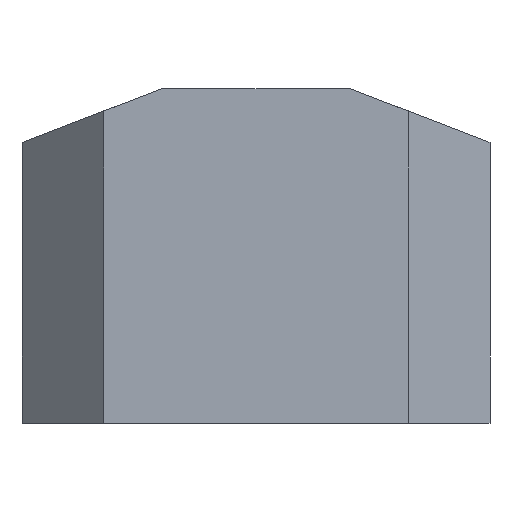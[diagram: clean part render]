
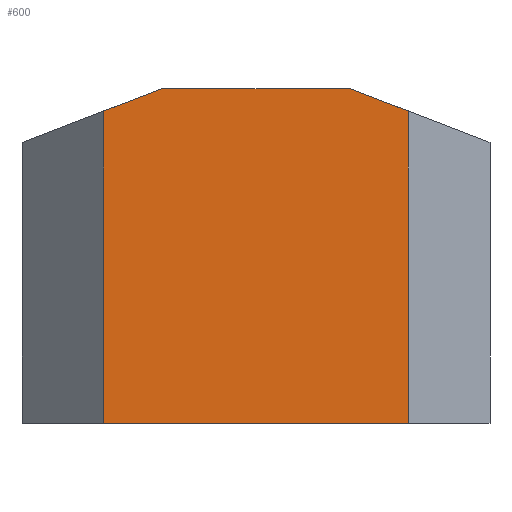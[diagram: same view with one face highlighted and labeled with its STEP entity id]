
A CAD part, left-side view. The second image highlights one B-rep face of the part: STEP entity #600.
In plain terms, the highlighted planar face has unit normal (-1, 0, 0).
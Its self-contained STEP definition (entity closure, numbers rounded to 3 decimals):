
#36=PLANE('',#652);
#66=FACE_OUTER_BOUND('',#96,.T.);
#96=EDGE_LOOP('',(#517,#518,#519,#520,#521,#522));
#129=LINE('',#881,#205);
#136=LINE('',#896,#212);
#158=LINE('',#939,#234);
#163=LINE('',#947,#239);
#172=LINE('',#966,#248);
#173=LINE('',#967,#249);
#205=VECTOR('',#719,10.);
#212=VECTOR('',#728,10.);
#234=VECTOR('',#762,10.);
#239=VECTOR('',#771,10.);
#248=VECTOR('',#792,10.);
#249=VECTOR('',#793,10.);
#289=VERTEX_POINT('',#878);
#290=VERTEX_POINT('',#880);
#296=VERTEX_POINT('',#893);
#297=VERTEX_POINT('',#895);
#312=VERTEX_POINT('',#937);
#317=VERTEX_POINT('',#965);
#353=EDGE_CURVE('',#289,#290,#129,.T.);
#360=EDGE_CURVE('',#296,#297,#136,.T.);
#382=EDGE_CURVE('',#312,#296,#158,.T.);
#387=EDGE_CURVE('',#289,#297,#163,.T.);
#396=EDGE_CURVE('',#312,#317,#172,.T.);
#397=EDGE_CURVE('',#317,#290,#173,.T.);
#517=ORIENTED_EDGE('',*,*,#353,.F.);
#518=ORIENTED_EDGE('',*,*,#387,.T.);
#519=ORIENTED_EDGE('',*,*,#360,.F.);
#520=ORIENTED_EDGE('',*,*,#382,.F.);
#521=ORIENTED_EDGE('',*,*,#396,.T.);
#522=ORIENTED_EDGE('',*,*,#397,.T.);
#600=ADVANCED_FACE('',(#66),#36,.F.);
#652=AXIS2_PLACEMENT_3D('',#964,#790,#791);
#719=DIRECTION('',(0.,-0.934,-0.358));
#728=DIRECTION('',(0.,-0.934,0.358));
#762=DIRECTION('',(0.,0.,1.));
#771=DIRECTION('',(0.,1.,0.));
#790=DIRECTION('center_axis',(1.,0.,0.));
#791=DIRECTION('ref_axis',(0.,1.,0.));
#792=DIRECTION('',(0.,-1.,0.));
#793=DIRECTION('',(0.,0.,1.));
#878=CARTESIAN_POINT('',(-95.24,0.946,87.61));
#880=CARTESIAN_POINT('',(-95.24,-0.669,86.99));
#881=CARTESIAN_POINT('',(-95.24,-1.323,86.738));
#893=CARTESIAN_POINT('',(-95.24,7.845,86.99));
#895=CARTESIAN_POINT('',(-95.24,6.231,87.61));
#896=CARTESIAN_POINT('',(-95.24,6.744,87.413));
#937=CARTESIAN_POINT('',(-95.24,7.845,78.25));
#939=CARTESIAN_POINT('',(-95.24,7.845,78.25));
#947=CARTESIAN_POINT('',(-95.24,1.46,87.61));
#964=CARTESIAN_POINT('Origin',(-95.24,-0.669,78.25));
#965=CARTESIAN_POINT('',(-95.24,-0.669,78.25));
#966=CARTESIAN_POINT('',(-95.24,7.845,78.25));
#967=CARTESIAN_POINT('',(-95.24,-0.669,78.25));
